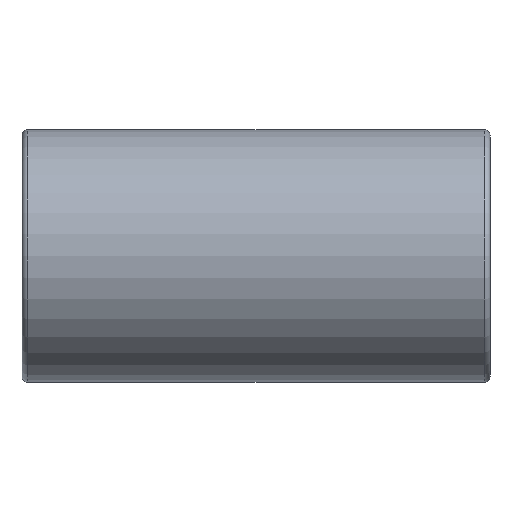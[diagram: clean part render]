
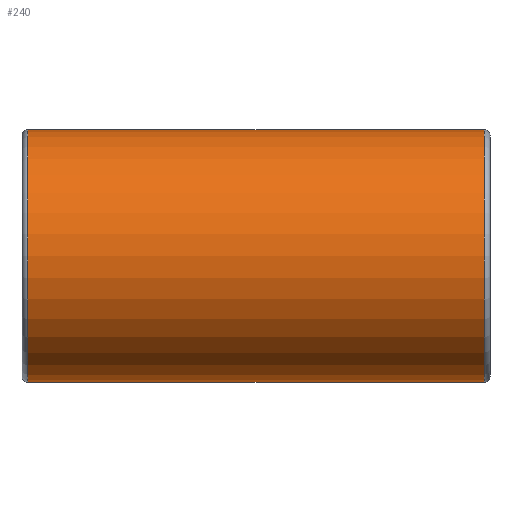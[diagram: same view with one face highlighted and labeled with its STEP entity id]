
A CAD part, top view. The second image highlights one B-rep face of the part: STEP entity #240.
In plain terms, the highlighted cylindrical face has radius 21.5 mm (diameter 43 mm), a full revolution.
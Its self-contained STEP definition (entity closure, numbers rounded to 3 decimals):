
#15=B_SPLINE_CURVE_WITH_KNOTS('',3,(#406,#407,#408,#409,#410,#411,#412,
#413,#414,#415,#416,#417,#418,#419,#420,#421,#422,#423,#424,#425,#426,#427,
#428,#429,#430,#431),.UNSPECIFIED.,.F.,.F.,(4,2,2,2,2,2,2,2,2,2,2,2,4),
(2.287,2.572,2.856,3.424,3.999,
4.287,4.575,4.862,5.15,5.725,
6.294,6.578,6.862),.UNSPECIFIED.);
#16=B_SPLINE_CURVE_WITH_KNOTS('',3,(#436,#437,#438,#439,#440,#441,#442,
#443,#444,#445,#446,#447,#448,#449),.UNSPECIFIED.,.F.,.F.,(4,2,2,2,2,2,
4),(6.862,7.146,7.43,7.999,
8.574,8.862,9.149),.UNSPECIFIED.);
#17=B_SPLINE_CURVE_WITH_KNOTS('',3,(#450,#451,#452,#453,#454,#455,#456,
#457,#458,#459,#460,#461,#462,#463),.UNSPECIFIED.,.F.,.F.,(4,2,2,2,2,2,
4),(0.,0.288,0.575,1.151,1.719,
2.003,2.287),.UNSPECIFIED.);
#39=FACE_OUTER_BOUND('',#56,.T.);
#56=EDGE_LOOP('',(#174,#175,#176,#177,#178,#179,#180,#181,#182));
#75=LINE('',#404,#84);
#76=LINE('',#433,#85);
#84=VECTOR('',#330,21.5);
#85=VECTOR('',#331,21.5);
#97=CIRCLE('',#281,21.5);
#98=CIRCLE('',#283,21.5);
#114=VERTEX_POINT('',#399);
#115=VERTEX_POINT('',#403);
#116=VERTEX_POINT('',#405);
#117=VERTEX_POINT('',#432);
#118=VERTEX_POINT('',#435);
#137=EDGE_CURVE('',#114,#114,#97,.T.);
#138=EDGE_CURVE('',#114,#115,#75,.T.);
#139=EDGE_CURVE('',#115,#116,#15,.T.);
#140=EDGE_CURVE('',#116,#117,#76,.T.);
#141=EDGE_CURVE('',#117,#117,#98,.T.);
#142=EDGE_CURVE('',#116,#118,#16,.T.);
#143=EDGE_CURVE('',#118,#115,#17,.T.);
#174=ORIENTED_EDGE('',*,*,#137,.F.);
#175=ORIENTED_EDGE('',*,*,#138,.T.);
#176=ORIENTED_EDGE('',*,*,#139,.T.);
#177=ORIENTED_EDGE('',*,*,#140,.T.);
#178=ORIENTED_EDGE('',*,*,#141,.F.);
#179=ORIENTED_EDGE('',*,*,#140,.F.);
#180=ORIENTED_EDGE('',*,*,#142,.T.);
#181=ORIENTED_EDGE('',*,*,#143,.T.);
#182=ORIENTED_EDGE('',*,*,#138,.F.);
#231=CYLINDRICAL_SURFACE('',#282,21.5);
#240=ADVANCED_FACE('',(#39),#231,.T.);
#281=AXIS2_PLACEMENT_3D('',#401,#326,#327);
#282=AXIS2_PLACEMENT_3D('',#402,#328,#329);
#283=AXIS2_PLACEMENT_3D('',#434,#332,#333);
#326=DIRECTION('center_axis',(-1.,0.,0.));
#327=DIRECTION('ref_axis',(0.,0.,-1.));
#328=DIRECTION('center_axis',(-1.,0.,0.));
#329=DIRECTION('ref_axis',(0.,0.,1.));
#330=DIRECTION('',(1.,0.,0.));
#331=DIRECTION('',(1.,0.,0.));
#332=DIRECTION('center_axis',(1.,0.,0.));
#333=DIRECTION('ref_axis',(0.,0.,-1.));
#399=CARTESIAN_POINT('',(-38.85,0.,-21.5));
#401=CARTESIAN_POINT('Origin',(-38.85,0.,0.));
#402=CARTESIAN_POINT('Origin',(0.,0.,0.));
#403=CARTESIAN_POINT('',(-14.55,0.,-21.5));
#404=CARTESIAN_POINT('',(0.,0.,-21.5));
#405=CARTESIAN_POINT('',(14.55,0.,-21.5));
#406=CARTESIAN_POINT('Ctrl Pts',(-14.55,0.,-21.5));
#407=CARTESIAN_POINT('Ctrl Pts',(-14.55,-0.947,-21.5));
#408=CARTESIAN_POINT('Ctrl Pts',(-14.456,-1.917,-21.436));
#409=CARTESIAN_POINT('Ctrl Pts',(-14.072,-3.827,-21.179));
#410=CARTESIAN_POINT('Ctrl Pts',(-13.781,-4.766,-20.985));
#411=CARTESIAN_POINT('Ctrl Pts',(-12.651,-7.444,-20.255));
#412=CARTESIAN_POINT('Ctrl Pts',(-11.539,-9.038,-19.56));
#413=CARTESIAN_POINT('Ctrl Pts',(-9.023,-11.554,-18.189));
#414=CARTESIAN_POINT('Ctrl Pts',(-7.432,-12.656,-17.407));
#415=CARTESIAN_POINT('Ctrl Pts',(-4.771,-13.779,-16.511));
#416=CARTESIAN_POINT('Ctrl Pts',(-3.837,-14.068,-16.26));
#417=CARTESIAN_POINT('Ctrl Pts',(-1.931,-14.454,-15.919));
#418=CARTESIAN_POINT('Ctrl Pts',(-0.959,-14.55,-15.829));
#419=CARTESIAN_POINT('Ctrl Pts',(0.959,-14.55,-15.829));
#420=CARTESIAN_POINT('Ctrl Pts',(1.931,-14.454,-15.919));
#421=CARTESIAN_POINT('Ctrl Pts',(3.837,-14.068,-16.26));
#422=CARTESIAN_POINT('Ctrl Pts',(4.771,-13.779,-16.511));
#423=CARTESIAN_POINT('Ctrl Pts',(7.432,-12.656,-17.407));
#424=CARTESIAN_POINT('Ctrl Pts',(9.023,-11.554,-18.189));
#425=CARTESIAN_POINT('Ctrl Pts',(11.539,-9.038,-19.56));
#426=CARTESIAN_POINT('Ctrl Pts',(12.651,-7.444,-20.255));
#427=CARTESIAN_POINT('Ctrl Pts',(13.781,-4.766,-20.985));
#428=CARTESIAN_POINT('Ctrl Pts',(14.072,-3.827,-21.179));
#429=CARTESIAN_POINT('Ctrl Pts',(14.456,-1.917,-21.436));
#430=CARTESIAN_POINT('Ctrl Pts',(14.55,-0.947,-21.5));
#431=CARTESIAN_POINT('Ctrl Pts',(14.55,0.,-21.5));
#432=CARTESIAN_POINT('',(38.85,0.,-21.5));
#433=CARTESIAN_POINT('',(0.,0.,-21.5));
#434=CARTESIAN_POINT('Origin',(38.85,0.,0.));
#435=CARTESIAN_POINT('',(0.,14.55,-15.829));
#436=CARTESIAN_POINT('Ctrl Pts',(14.55,0.,-21.5));
#437=CARTESIAN_POINT('Ctrl Pts',(14.55,0.947,-21.5));
#438=CARTESIAN_POINT('Ctrl Pts',(14.456,1.917,-21.436));
#439=CARTESIAN_POINT('Ctrl Pts',(14.072,3.827,-21.179));
#440=CARTESIAN_POINT('Ctrl Pts',(13.781,4.766,-20.985));
#441=CARTESIAN_POINT('Ctrl Pts',(12.651,7.444,-20.255));
#442=CARTESIAN_POINT('Ctrl Pts',(11.539,9.038,-19.56));
#443=CARTESIAN_POINT('Ctrl Pts',(9.023,11.554,-18.189));
#444=CARTESIAN_POINT('Ctrl Pts',(7.432,12.656,-17.407));
#445=CARTESIAN_POINT('Ctrl Pts',(4.771,13.779,-16.511));
#446=CARTESIAN_POINT('Ctrl Pts',(3.837,14.068,-16.26));
#447=CARTESIAN_POINT('Ctrl Pts',(1.931,14.454,-15.919));
#448=CARTESIAN_POINT('Ctrl Pts',(0.959,14.55,-15.829));
#449=CARTESIAN_POINT('Ctrl Pts',(0.,14.55,-15.829));
#450=CARTESIAN_POINT('Ctrl Pts',(0.,14.55,-15.829));
#451=CARTESIAN_POINT('Ctrl Pts',(-0.959,14.55,-15.829));
#452=CARTESIAN_POINT('Ctrl Pts',(-1.931,14.454,-15.919));
#453=CARTESIAN_POINT('Ctrl Pts',(-3.837,14.068,-16.26));
#454=CARTESIAN_POINT('Ctrl Pts',(-4.771,13.779,-16.511));
#455=CARTESIAN_POINT('Ctrl Pts',(-7.432,12.656,-17.407));
#456=CARTESIAN_POINT('Ctrl Pts',(-9.023,11.554,-18.189));
#457=CARTESIAN_POINT('Ctrl Pts',(-11.539,9.038,-19.56));
#458=CARTESIAN_POINT('Ctrl Pts',(-12.651,7.444,-20.255));
#459=CARTESIAN_POINT('Ctrl Pts',(-13.781,4.766,-20.985));
#460=CARTESIAN_POINT('Ctrl Pts',(-14.072,3.827,-21.179));
#461=CARTESIAN_POINT('Ctrl Pts',(-14.456,1.917,-21.436));
#462=CARTESIAN_POINT('Ctrl Pts',(-14.55,0.947,-21.5));
#463=CARTESIAN_POINT('Ctrl Pts',(-14.55,0.,-21.5));
